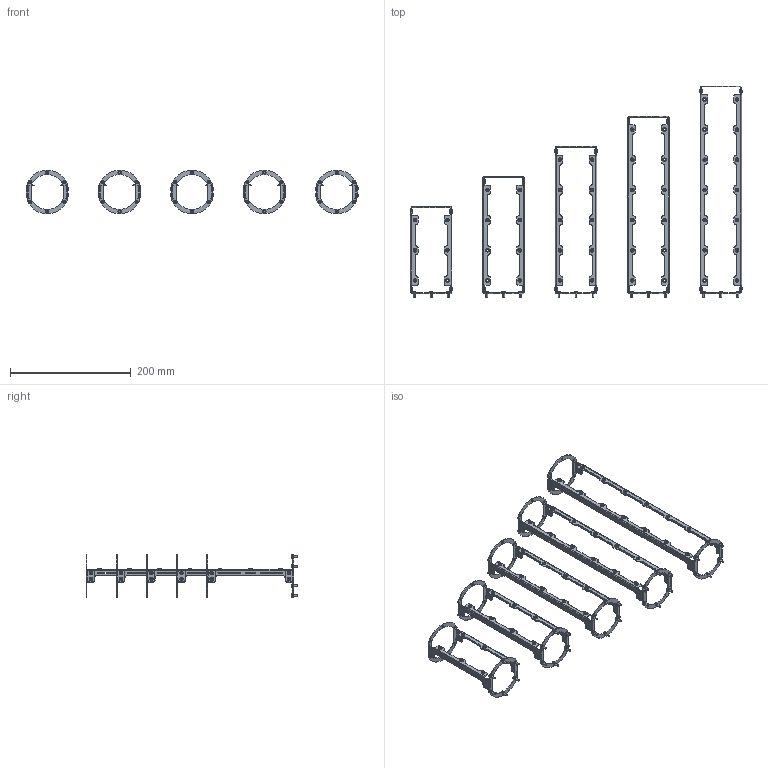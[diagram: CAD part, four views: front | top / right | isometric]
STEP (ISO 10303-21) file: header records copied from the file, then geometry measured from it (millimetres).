
FILE_DESCRIPTION (( 'STEP AP203' ), '1' );
FILE_NAME ('14011201-01.STEP', '2024-05-09T10:00:56', ( '' ), ( '' ), 'SwSTEP 2.0', 'SolidWorks 2022', '' );
FILE_SCHEMA (( 'CONFIG_CONTROL_DESIGN' ));
Products named in the file (1): 14011201-01
Bounding box: 550.4 x 350.8 x 72 mm (x, y, z)
Volume: 75880 mm3; surface area: 131014.8 mm2
Topology: 5 solids, 5 shells, 3322 faces, 8856 edges, 5734 vertices
Faces by surface type: plane 1630, cylinder 1272, cone 360, torus 60
Entity records: 104193 total; most frequent: DIRECTION 18846, CARTESIAN_POINT 17853, ORIENTED_EDGE 17592, EDGE_CURVE 8796, AXIS2_PLACEMENT_3D 6727, VERTEX_POINT 5734, LINE 5392, VECTOR 5392
